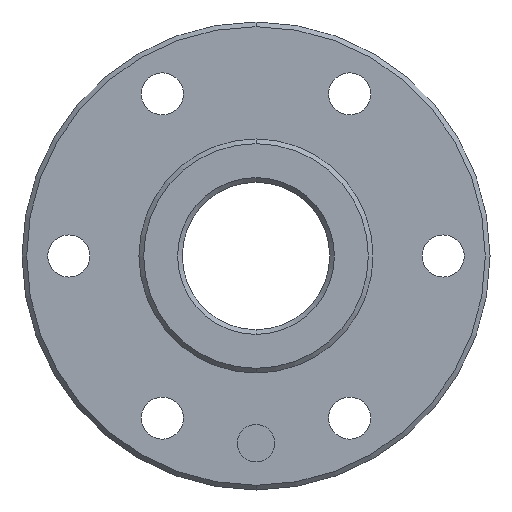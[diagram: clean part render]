
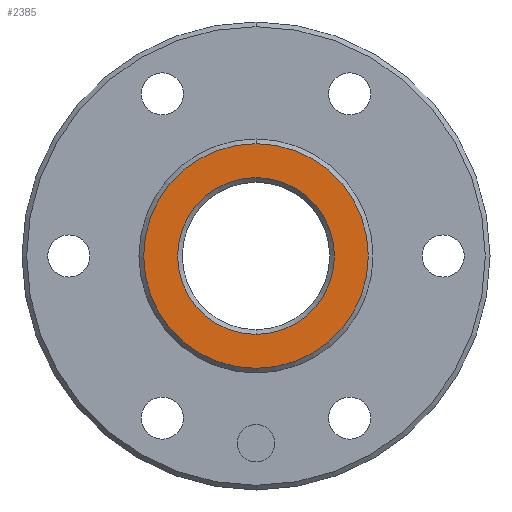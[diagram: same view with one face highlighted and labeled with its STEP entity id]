
A CAD part, front view. The second image highlights one B-rep face of the part: STEP entity #2385.
In plain terms, the highlighted planar face has unit normal (0, -1, 0).
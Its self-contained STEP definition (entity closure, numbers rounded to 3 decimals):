
#11 = DIRECTION ( 'NONE',  ( 0., -1., 0. ) ) ;
#18 = ORIENTED_EDGE ( 'NONE', *, *, #1992, .T. ) ;
#106 = ORIENTED_EDGE ( 'NONE', *, *, #868, .T. ) ;
#154 = AXIS2_PLACEMENT_3D ( 'NONE', #3042, #831, #2794 ) ;
#250 = CIRCLE ( 'NONE', #1745, 24. ) ;
#329 = EDGE_LOOP ( 'NONE', ( #106, #1493 ) ) ;
#497 = EDGE_CURVE ( 'NONE', #2291, #1197, #3128, .T. ) ;
#498 = EDGE_CURVE ( 'NONE', #1168, #1439, #1889, .T. ) ;
#507 = CARTESIAN_POINT ( 'NONE',  ( 0., -5., 16.75 ) ) ;
#528 = DIRECTION ( 'NONE',  ( 0., 0., -1. ) ) ;
#580 = FACE_OUTER_BOUND ( 'NONE', #329, .T. ) ;
#581 = EDGE_LOOP ( 'NONE', ( #18, #2789 ) ) ;
#594 = DIRECTION ( 'NONE',  ( 0., 0., -1. ) ) ;
#618 = AXIS2_PLACEMENT_3D ( 'NONE', #1565, #2047, #594 ) ;
#755 = DIRECTION ( 'NONE',  ( 0., -1., 0. ) ) ;
#831 = DIRECTION ( 'NONE',  ( 0., 1., 0. ) ) ;
#868 = EDGE_CURVE ( 'NONE', #1439, #1168, #250, .T. ) ;
#998 = DIRECTION ( 'NONE',  ( 0., 1., 0. ) ) ;
#1023 = CARTESIAN_POINT ( 'NONE',  ( 0., -5., 0. ) ) ;
#1168 = VERTEX_POINT ( 'NONE', #1420 ) ;
#1197 = VERTEX_POINT ( 'NONE', #1227 ) ;
#1227 = CARTESIAN_POINT ( 'NONE',  ( 0., -5., -16.75 ) ) ;
#1420 = CARTESIAN_POINT ( 'NONE',  ( 0., -5., -24. ) ) ;
#1439 = VERTEX_POINT ( 'NONE', #2835 ) ;
#1481 = DIRECTION ( 'NONE',  ( 0., 0., -1. ) ) ;
#1483 = AXIS2_PLACEMENT_3D ( 'NONE', #3011, #11, #2466 ) ;
#1493 = ORIENTED_EDGE ( 'NONE', *, *, #498, .T. ) ;
#1497 = CIRCLE ( 'NONE', #154, 16.75 ) ;
#1565 = CARTESIAN_POINT ( 'NONE',  ( 0., -5., 0. ) ) ;
#1745 = AXIS2_PLACEMENT_3D ( 'NONE', #1023, #755, #528 ) ;
#1852 = FACE_BOUND ( 'NONE', #581, .T. ) ;
#1889 = CIRCLE ( 'NONE', #1483, 24. ) ;
#1992 = EDGE_CURVE ( 'NONE', #1197, #2291, #1497, .T. ) ;
#2047 = DIRECTION ( 'NONE',  ( 0., -1., 0. ) ) ;
#2291 = VERTEX_POINT ( 'NONE', #507 ) ;
#2352 = AXIS2_PLACEMENT_3D ( 'NONE', #2752, #998, #1481 ) ;
#2385 = ADVANCED_FACE ( 'NONE', ( #1852, #580 ), #2804, .T. ) ;
#2466 = DIRECTION ( 'NONE',  ( 0., 0., -1. ) ) ;
#2752 = CARTESIAN_POINT ( 'NONE',  ( 0., -5., 0. ) ) ;
#2789 = ORIENTED_EDGE ( 'NONE', *, *, #497, .T. ) ;
#2794 = DIRECTION ( 'NONE',  ( 0., 0., -1. ) ) ;
#2804 = PLANE ( 'NONE',  #618 ) ;
#2835 = CARTESIAN_POINT ( 'NONE',  ( 0., -5., 24. ) ) ;
#3011 = CARTESIAN_POINT ( 'NONE',  ( 0., -5., 0. ) ) ;
#3042 = CARTESIAN_POINT ( 'NONE',  ( 0., -5., 0. ) ) ;
#3128 = CIRCLE ( 'NONE', #2352, 16.75 ) ;
